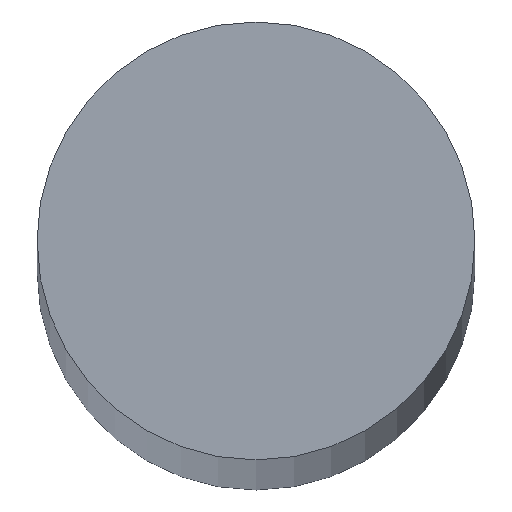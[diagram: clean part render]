
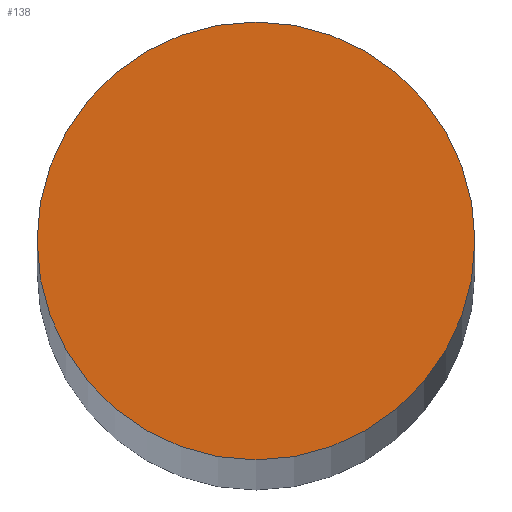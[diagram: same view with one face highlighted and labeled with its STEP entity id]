
A CAD part, top view. The second image highlights one B-rep face of the part: STEP entity #138.
In plain terms, the highlighted planar face has unit normal (0, 0, 1).
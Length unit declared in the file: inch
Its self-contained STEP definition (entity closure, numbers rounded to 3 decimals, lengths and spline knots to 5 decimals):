
#3 = VERTEX_POINT ( 'NONE', #110 ) ;
#9 = AXIS2_PLACEMENT_3D ( 'NONE', #90, #144, #34 ) ;
#13 = EDGE_CURVE ( 'NONE', #141, #3, #15, .T. ) ;
#15 = CIRCLE ( 'NONE', #9, 0.125 ) ;
#24 = AXIS2_PLACEMENT_3D ( 'NONE', #52, #146, #140 ) ;
#33 = FACE_OUTER_BOUND ( 'NONE', #88, .T. ) ;
#34 = DIRECTION ( 'NONE',  ( -1., 0., 0. ) ) ;
#51 = CARTESIAN_POINT ( 'NONE',  ( 0., 0., 0. ) ) ;
#52 = CARTESIAN_POINT ( 'NONE',  ( 0., 0., 0. ) ) ;
#54 = CIRCLE ( 'NONE', #24, 0.125 ) ;
#64 = DIRECTION ( 'NONE',  ( 1., 0., 0. ) ) ;
#70 = AXIS2_PLACEMENT_3D ( 'NONE', #51, #136, #64 ) ;
#88 = EDGE_LOOP ( 'NONE', ( #131, #96 ) ) ;
#90 = CARTESIAN_POINT ( 'NONE',  ( 0., 0., 0. ) ) ;
#92 = CARTESIAN_POINT ( 'NONE',  ( 0.125, 0., 0. ) ) ;
#96 = ORIENTED_EDGE ( 'NONE', *, *, #13, .F. ) ;
#99 = EDGE_CURVE ( 'NONE', #3, #141, #54, .T. ) ;
#110 = CARTESIAN_POINT ( 'NONE',  ( -0.125, 0., 0. ) ) ;
#117 = PLANE ( 'NONE',  #70 ) ;
#131 = ORIENTED_EDGE ( 'NONE', *, *, #99, .F. ) ;
#136 = DIRECTION ( 'NONE',  ( 0., 0., 1. ) ) ;
#138 = ADVANCED_FACE ( 'NONE', ( #33 ), #117, .T. ) ;
#140 = DIRECTION ( 'NONE',  ( -1., 0., 0. ) ) ;
#141 = VERTEX_POINT ( 'NONE', #92 ) ;
#144 = DIRECTION ( 'NONE',  ( 0., 0., -1. ) ) ;
#146 = DIRECTION ( 'NONE',  ( 0., 0., -1. ) ) ;
